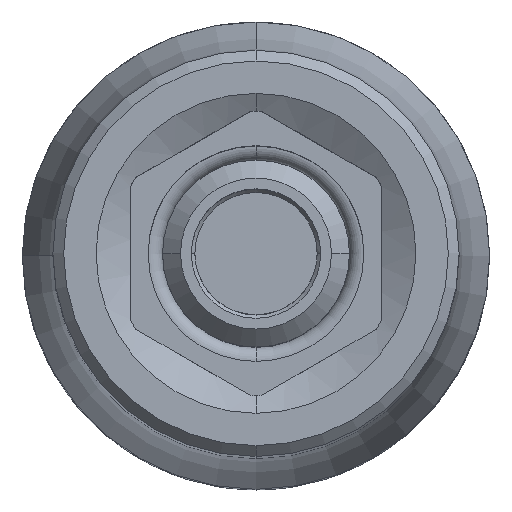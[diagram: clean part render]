
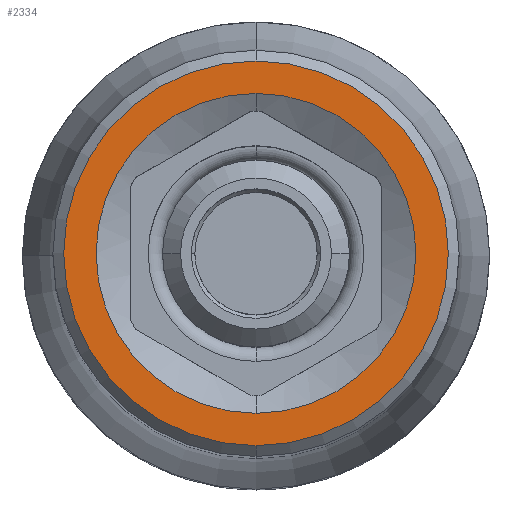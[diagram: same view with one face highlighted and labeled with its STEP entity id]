
A CAD part, top view. The second image highlights one B-rep face of the part: STEP entity #2334.
In plain terms, the highlighted planar face has unit normal (0, 0, 1).
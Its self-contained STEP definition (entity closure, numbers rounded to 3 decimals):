
#476=CARTESIAN_POINT('',(0.,0.,48.));
#477=DIRECTION('',(0.,0.,-1.));
#478=DIRECTION('',(0.,1.,0.));
#479=AXIS2_PLACEMENT_3D('',#476,#477,#478);
#481=CARTESIAN_POINT('',(0.,0.,48.));
#482=DIRECTION('',(0.,0.,-1.));
#483=DIRECTION('',(0.,-1.,0.));
#484=AXIS2_PLACEMENT_3D('',#481,#482,#483);
#486=CARTESIAN_POINT('',(0.,0.,48.));
#487=DIRECTION('',(0.,0.,1.));
#488=DIRECTION('',(0.,-1.,0.));
#489=AXIS2_PLACEMENT_3D('',#486,#487,#488);
#491=CARTESIAN_POINT('',(0.,0.,48.));
#492=DIRECTION('',(0.,0.,1.));
#493=DIRECTION('',(0.,1.,0.));
#494=AXIS2_PLACEMENT_3D('',#491,#492,#493);
#1877=CARTESIAN_POINT('',(0.,4.45,48.));
#1878=CARTESIAN_POINT('',(0.,-4.45,48.));
#1879=VERTEX_POINT('',#1877);
#1880=VERTEX_POINT('',#1878);
#1881=CARTESIAN_POINT('',(0.,-5.35,48.));
#1882=CARTESIAN_POINT('',(0.,5.35,48.));
#1883=VERTEX_POINT('',#1881);
#1884=VERTEX_POINT('',#1882);
#2318=CARTESIAN_POINT('',(0.,0.,48.));
#2319=DIRECTION('',(0.,0.,1.));
#2320=DIRECTION('',(0.,1.,0.));
#2321=AXIS2_PLACEMENT_3D('',#2318,#2319,#2320);
#2322=PLANE('',#2321);
#2323=ORIENTED_EDGE('',*,*,#2308,.F.);
#2325=ORIENTED_EDGE('',*,*,#2324,.F.);
#2326=EDGE_LOOP('',(#2323,#2325));
#2327=FACE_OUTER_BOUND('',#2326,.F.);
#2329=ORIENTED_EDGE('',*,*,#2328,.F.);
#2331=ORIENTED_EDGE('',*,*,#2330,.F.);
#2332=EDGE_LOOP('',(#2329,#2331));
#2333=FACE_BOUND('',#2332,.F.);
#2334=ADVANCED_FACE('',(#2327,#2333),#2322,.T.);
#480=CIRCLE('',#479,4.45);
#485=CIRCLE('',#484,4.45);
#490=CIRCLE('',#489,5.35);
#495=CIRCLE('',#494,5.35);
#2308=EDGE_CURVE('',#1883,#1884,#490,.T.);
#2324=EDGE_CURVE('',#1884,#1883,#495,.T.);
#2328=EDGE_CURVE('',#1879,#1880,#480,.T.);
#2330=EDGE_CURVE('',#1880,#1879,#485,.T.);
